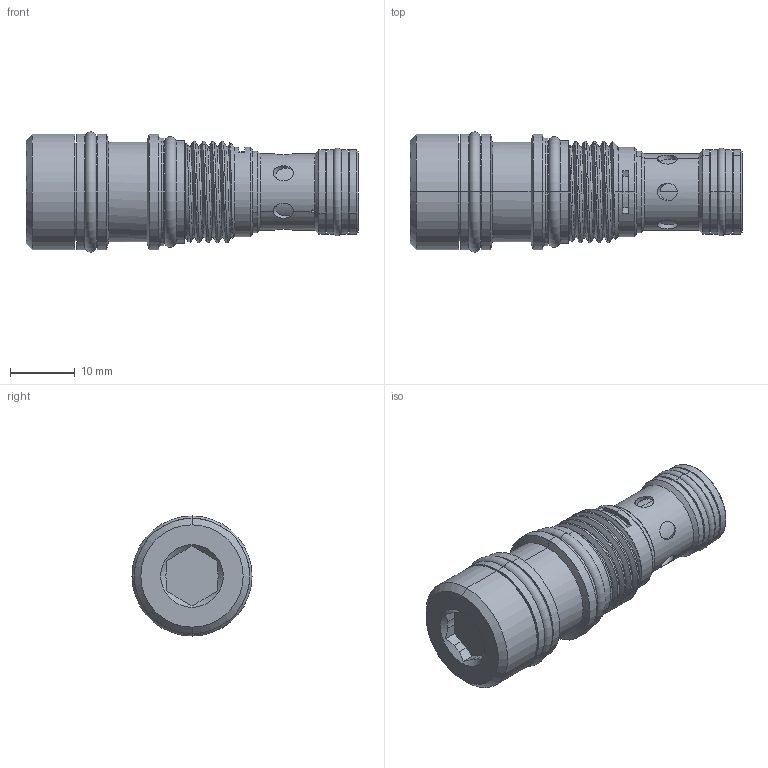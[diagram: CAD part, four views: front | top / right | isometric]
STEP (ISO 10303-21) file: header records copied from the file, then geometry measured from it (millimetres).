
FILE_DESCRIPTION (( 'STEP AP203' ), '1' );
FILE_NAME ('CO163A30(3C)-N8(N8P).STEP', '2022-06-17T07:51:45', ( '' ), ( '' ), 'SwSTEP 2.0', 'SolidWorks 2018', '' );
FILE_SCHEMA (( 'CONFIG_CONTROL_DESIGN' ));
Length unit declared in the file: millimetre
Products named in the file (1): CO163A30(3C)-N8(N8P)
Bounding box: 51.45 x 18.62 x 18.62 mm (x, y, z)
Volume: 8982.8 mm3; surface area: 4241.7 mm2
Topology: 1 solids, 1 shells, 190 faces, 448 edges, 284 vertices
Faces by surface type: cylinder 113, plane 36, cone 30, torus 8, bspline 3
Entity records: 7459 total; most frequent: CARTESIAN_POINT 3068, DIRECTION 914, ORIENTED_EDGE 896, EDGE_CURVE 448, AXIS2_PLACEMENT_3D 379, VERTEX_POINT 284, EDGE_LOOP 214, CIRCLE 191
